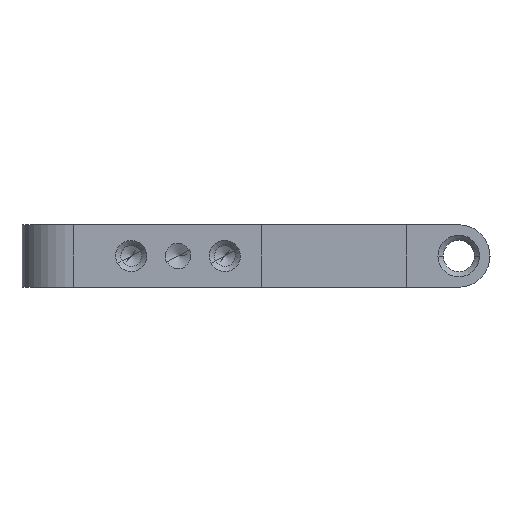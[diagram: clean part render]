
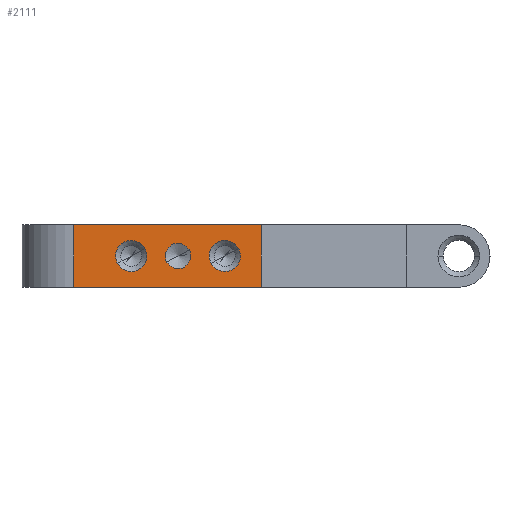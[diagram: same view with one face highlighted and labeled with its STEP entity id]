
A CAD part, left-side view. The second image highlights one B-rep face of the part: STEP entity #2111.
In plain terms, the highlighted planar face has unit normal (-1, 0, 0).
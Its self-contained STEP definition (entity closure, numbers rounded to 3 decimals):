
#801=AXIS2_PLACEMENT_3D('Plane Axis2P3D',#798,#799,#800) ;
#1490=AXIS2_PLACEMENT_3D('Circle Axis2P3D',#1488,#1489,$) ;
#1502=AXIS2_PLACEMENT_3D('Circle Axis2P3D',#1500,#1501,$) ;
#2014=AXIS2_PLACEMENT_3D('Circle Axis2P3D',#2012,#2013,$) ;
#2031=AXIS2_PLACEMENT_3D('Circle Axis2P3D',#2029,#2030,$) ;
#2087=AXIS2_PLACEMENT_3D('Circle Axis2P3D',#2085,#2086,$) ;
#2096=AXIS2_PLACEMENT_3D('Circle Axis2P3D',#2094,#2095,$) ;
#798=CARTESIAN_POINT('Axis2P3D Location',(-55.,74.,0.)) ;
#803=CARTESIAN_POINT('Line Origine',(-55.,38.,0.)) ;
#807=CARTESIAN_POINT('Vertex',(-55.,38.,-6.)) ;
#809=CARTESIAN_POINT('Vertex',(-55.,38.,6.)) ;
#856=CARTESIAN_POINT('Vertex',(-55.,74.,-6.)) ;
#859=CARTESIAN_POINT('Line Origine',(-55.,74.,0.)) ;
#863=CARTESIAN_POINT('Vertex',(-55.,74.,6.)) ;
#1125=CARTESIAN_POINT('Line Origine',(-55.,56.,6.)) ;
#1478=CARTESIAN_POINT('Vertex',(-55.,51.842,1.179)) ;
#1485=CARTESIAN_POINT('Vertex',(-55.,56.158,-1.179)) ;
#1488=CARTESIAN_POINT('Axis2P3D Location',(-55.,54.,0.)) ;
#1500=CARTESIAN_POINT('Axis2P3D Location',(-55.,54.,0.)) ;
#1613=CARTESIAN_POINT('Line Origine',(-55.,56.,-6.)) ;
#2002=CARTESIAN_POINT('Vertex',(-55.,65.633,-1.438)) ;
#2009=CARTESIAN_POINT('Vertex',(-55.,60.367,1.438)) ;
#2012=CARTESIAN_POINT('Axis2P3D Location',(-55.,63.,0.)) ;
#2029=CARTESIAN_POINT('Axis2P3D Location',(-55.,63.,0.)) ;
#2085=CARTESIAN_POINT('Axis2P3D Location',(-55.,45.,0.)) ;
#2089=CARTESIAN_POINT('Vertex',(-55.,42.367,1.438)) ;
#2091=CARTESIAN_POINT('Vertex',(-55.,47.633,-1.438)) ;
#2094=CARTESIAN_POINT('Axis2P3D Location',(-55.,45.,0.)) ;
#799=DIRECTION('Axis2P3D Direction',(-1.,0.,0.)) ;
#800=DIRECTION('Axis2P3D XDirection',(0.,-1.,0.)) ;
#804=DIRECTION('Vector Direction',(0.,0.,1.)) ;
#860=DIRECTION('Vector Direction',(0.,0.,1.)) ;
#1126=DIRECTION('Vector Direction',(0.,-1.,0.)) ;
#1489=DIRECTION('Axis2P3D Direction',(-1.,0.,-0.)) ;
#1501=DIRECTION('Axis2P3D Direction',(-1.,0.,-0.)) ;
#1614=DIRECTION('Vector Direction',(0.,-1.,0.)) ;
#2013=DIRECTION('Axis2P3D Direction',(-1.,0.,0.)) ;
#2030=DIRECTION('Axis2P3D Direction',(-1.,0.,0.)) ;
#2086=DIRECTION('Axis2P3D Direction',(-1.,0.,0.)) ;
#2095=DIRECTION('Axis2P3D Direction',(-1.,0.,0.)) ;
#805=VECTOR('Line Direction',#804,1.) ;
#861=VECTOR('Line Direction',#860,1.) ;
#1127=VECTOR('Line Direction',#1126,1.) ;
#1615=VECTOR('Line Direction',#1614,1.) ;
#2080=ORIENTED_EDGE('',*,*,#865,.F.) ;
#2081=ORIENTED_EDGE('',*,*,#1617,.T.) ;
#2082=ORIENTED_EDGE('',*,*,#811,.T.) ;
#2083=ORIENTED_EDGE('',*,*,#1129,.F.) ;
#2100=ORIENTED_EDGE('',*,*,#2093,.T.) ;
#2101=ORIENTED_EDGE('',*,*,#2098,.T.) ;
#2104=ORIENTED_EDGE('',*,*,#2033,.T.) ;
#2105=ORIENTED_EDGE('',*,*,#2016,.T.) ;
#2108=ORIENTED_EDGE('',*,*,#1504,.T.) ;
#2109=ORIENTED_EDGE('',*,*,#1492,.T.) ;
#2102=FACE_BOUND('',#2099,.T.) ;
#2106=FACE_BOUND('',#2103,.T.) ;
#2110=FACE_BOUND('',#2107,.T.) ;
#2111=ADVANCED_FACE('PartBody',(#2084,#2102,#2106,#2110),#802,.T.) ;
#1491=CIRCLE('generated circle',#1490,2.459) ;
#1503=CIRCLE('generated circle',#1502,2.459) ;
#2015=CIRCLE('generated circle',#2014,3.) ;
#2032=CIRCLE('generated circle',#2031,3.) ;
#2088=CIRCLE('generated circle',#2087,3.) ;
#2097=CIRCLE('generated circle',#2096,3.) ;
#811=EDGE_CURVE('',#808,#810,#806,.T.) ;
#865=EDGE_CURVE('',#857,#864,#862,.T.) ;
#1129=EDGE_CURVE('',#864,#810,#1128,.T.) ;
#1492=EDGE_CURVE('',#1479,#1486,#1491,.F.) ;
#1504=EDGE_CURVE('',#1486,#1479,#1503,.F.) ;
#1617=EDGE_CURVE('',#857,#808,#1616,.T.) ;
#2016=EDGE_CURVE('',#2003,#2010,#2015,.F.) ;
#2033=EDGE_CURVE('',#2010,#2003,#2032,.F.) ;
#2093=EDGE_CURVE('',#2090,#2092,#2088,.F.) ;
#2098=EDGE_CURVE('',#2092,#2090,#2097,.F.) ;
#2079=EDGE_LOOP('',(#2080,#2081,#2082,#2083)) ;
#2099=EDGE_LOOP('',(#2100,#2101)) ;
#2103=EDGE_LOOP('',(#2104,#2105)) ;
#2107=EDGE_LOOP('',(#2108,#2109)) ;
#2084=FACE_OUTER_BOUND('',#2079,.T.) ;
#806=LINE('Line',#803,#805) ;
#862=LINE('Line',#859,#861) ;
#1128=LINE('Line',#1125,#1127) ;
#1616=LINE('Line',#1613,#1615) ;
#802=PLANE('',#801) ;
#808=VERTEX_POINT('',#807) ;
#810=VERTEX_POINT('',#809) ;
#857=VERTEX_POINT('',#856) ;
#864=VERTEX_POINT('',#863) ;
#1479=VERTEX_POINT('',#1478) ;
#1486=VERTEX_POINT('',#1485) ;
#2003=VERTEX_POINT('',#2002) ;
#2010=VERTEX_POINT('',#2009) ;
#2090=VERTEX_POINT('',#2089) ;
#2092=VERTEX_POINT('',#2091) ;
